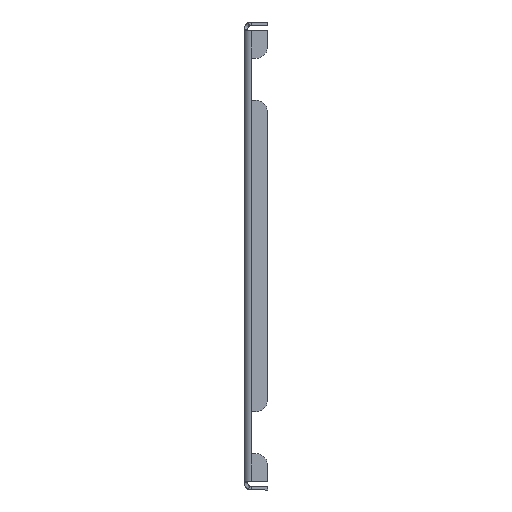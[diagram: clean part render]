
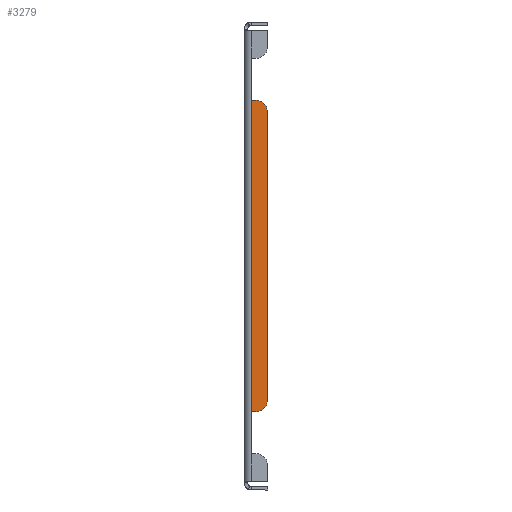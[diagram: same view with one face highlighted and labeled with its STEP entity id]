
A CAD part, left-side view. The second image highlights one B-rep face of the part: STEP entity #3279.
In plain terms, the highlighted planar face has unit normal (-1, 0, 0).
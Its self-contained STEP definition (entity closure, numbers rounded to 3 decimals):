
#59 = VERTEX_POINT ( 'NONE', #3766 ) ;
#60 = DIRECTION ( 'NONE',  ( 0., 1., 0. ) ) ;
#148 = VERTEX_POINT ( 'NONE', #3860 ) ;
#213 = EDGE_CURVE ( 'NONE', #531, #1620, #2789, .T. ) ;
#293 = VECTOR ( 'NONE', #2125, 1000. ) ;
#531 = VERTEX_POINT ( 'NONE', #2956 ) ;
#664 = VECTOR ( 'NONE', #60, 1000. ) ;
#715 = DIRECTION ( 'NONE',  ( 0., 0., -1. ) ) ;
#783 = LINE ( 'NONE', #2427, #293 ) ;
#1033 = ORIENTED_EDGE ( 'NONE', *, *, #2504, .F. ) ;
#1260 = PLANE ( 'NONE',  #3932 ) ;
#1304 = CARTESIAN_POINT ( 'NONE',  ( -273.5, -5., 66.5 ) ) ;
#1318 = ORIENTED_EDGE ( 'NONE', *, *, #213, .F. ) ;
#1332 = ORIENTED_EDGE ( 'NONE', *, *, #3184, .T. ) ;
#1620 = VERTEX_POINT ( 'NONE', #2261 ) ;
#1651 = EDGE_CURVE ( 'NONE', #2152, #59, #3836, .T. ) ;
#1661 = LINE ( 'NONE', #3481, #664 ) ;
#1845 = CARTESIAN_POINT ( 'NONE',  ( -273.5, -10., -96.346 ) ) ;
#1855 = AXIS2_PLACEMENT_3D ( 'NONE', #3262, #3916, #3526 ) ;
#1931 = DIRECTION ( 'NONE',  ( 0., 0., -1. ) ) ;
#2032 = EDGE_LOOP ( 'NONE', ( #1318, #2055, #3507, #2983, #1033, #1332 ) ) ;
#2055 = ORIENTED_EDGE ( 'NONE', *, *, #2282, .T. ) ;
#2125 = DIRECTION ( 'NONE',  ( 0., -1., 0. ) ) ;
#2152 = VERTEX_POINT ( 'NONE', #2169 ) ;
#2169 = CARTESIAN_POINT ( 'NONE',  ( -273.5, -3., 66.5 ) ) ;
#2184 = CIRCLE ( 'NONE', #1855, 5. ) ;
#2261 = CARTESIAN_POINT ( 'NONE',  ( -273.5, -10., -61.5 ) ) ;
#2282 = EDGE_CURVE ( 'NONE', #531, #3359, #3987, .T. ) ;
#2427 = CARTESIAN_POINT ( 'NONE',  ( -273.5, 270.693, 66.5 ) ) ;
#2504 = EDGE_CURVE ( 'NONE', #148, #59, #1661, .T. ) ;
#2615 = CARTESIAN_POINT ( 'NONE',  ( -273.5, -3., 0. ) ) ;
#2721 = FACE_OUTER_BOUND ( 'NONE', #2032, .T. ) ;
#2789 = LINE ( 'NONE', #1845, #3188 ) ;
#2956 = CARTESIAN_POINT ( 'NONE',  ( -273.5, -10., 61.5 ) ) ;
#2983 = ORIENTED_EDGE ( 'NONE', *, *, #1651, .T. ) ;
#3042 = CARTESIAN_POINT ( 'NONE',  ( -273.5, -5., 61.5 ) ) ;
#3062 = DIRECTION ( 'NONE',  ( 0., -1., 0. ) ) ;
#3128 = DIRECTION ( 'NONE',  ( 0., 0., 1. ) ) ;
#3184 = EDGE_CURVE ( 'NONE', #148, #1620, #2184, .T. ) ;
#3188 = VECTOR ( 'NONE', #1931, 1000. ) ;
#3262 = CARTESIAN_POINT ( 'NONE',  ( -273.5, -5., -61.5 ) ) ;
#3279 = ADVANCED_FACE ( 'NONE', ( #2721 ), #1260, .T. ) ;
#3337 = DIRECTION ( 'NONE',  ( -1., 0., 0. ) ) ;
#3359 = VERTEX_POINT ( 'NONE', #1304 ) ;
#3426 = CARTESIAN_POINT ( 'NONE',  ( -273.5, 270.693, 0. ) ) ;
#3481 = CARTESIAN_POINT ( 'NONE',  ( -273.5, 270.693, -66.5 ) ) ;
#3484 = VECTOR ( 'NONE', #715, 1000. ) ;
#3507 = ORIENTED_EDGE ( 'NONE', *, *, #3566, .F. ) ;
#3526 = DIRECTION ( 'NONE',  ( 0., -1., 0. ) ) ;
#3566 = EDGE_CURVE ( 'NONE', #2152, #3359, #783, .T. ) ;
#3726 = AXIS2_PLACEMENT_3D ( 'NONE', #3042, #3337, #3062 ) ;
#3766 = CARTESIAN_POINT ( 'NONE',  ( -273.5, -3., -66.5 ) ) ;
#3836 = LINE ( 'NONE', #2615, #3484 ) ;
#3860 = CARTESIAN_POINT ( 'NONE',  ( -273.5, -5., -66.5 ) ) ;
#3916 = DIRECTION ( 'NONE',  ( -1., 0., 0. ) ) ;
#3932 = AXIS2_PLACEMENT_3D ( 'NONE', #3426, #3981, #3128 ) ;
#3981 = DIRECTION ( 'NONE',  ( -1., 0., 0. ) ) ;
#3987 = CIRCLE ( 'NONE', #3726, 5. ) ;
